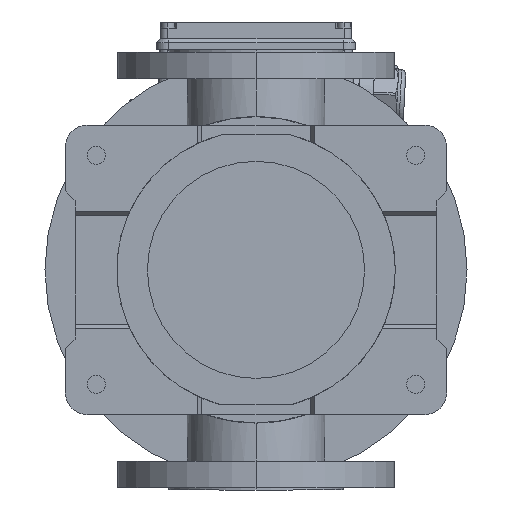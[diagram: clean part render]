
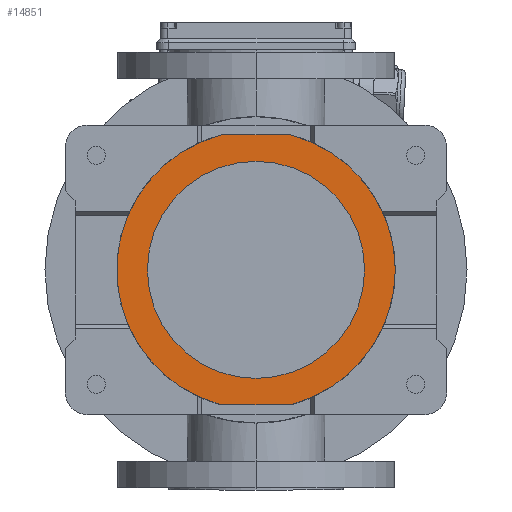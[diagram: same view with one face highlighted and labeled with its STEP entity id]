
A CAD part, front view. The second image highlights one B-rep face of the part: STEP entity #14851.
In plain terms, the highlighted face is planar.
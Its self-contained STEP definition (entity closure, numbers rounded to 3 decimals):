
#492 = EDGE_CURVE ( 'NONE', #22829, #53599, #38776, .T. ) ;
#1704 = DIRECTION ( 'NONE',  ( 0., 0., -1. ) ) ;
#2608 = EDGE_CURVE ( 'NONE', #22539, #15459, #22217, .T. ) ;
#3529 = VERTEX_POINT ( 'NONE', #52874 ) ;
#6082 = DIRECTION ( 'NONE',  ( 1., 0., 0. ) ) ;
#6398 = CARTESIAN_POINT ( 'NONE',  ( -28.218, -112., 45. ) ) ;
#7564 = CIRCLE ( 'NONE', #19991, 115.5 ) ;
#10823 = AXIS2_PLACEMENT_3D ( 'NONE', #38520, #54005, #6082 ) ;
#11550 = CIRCLE ( 'NONE', #22895, 90. ) ;
#13247 = ORIENTED_EDGE ( 'NONE', *, *, #60438, .T. ) ;
#13913 = CARTESIAN_POINT ( 'NONE',  ( -31.04, 112., 45. ) ) ;
#14625 = EDGE_LOOP ( 'NONE', ( #32541, #13247 ) ) ;
#14851 = ADVANCED_FACE ( 'NONE', ( #41100, #40778 ), #17195, .T. ) ;
#15459 = VERTEX_POINT ( 'NONE', #6398 ) ;
#17195 = PLANE ( 'NONE',  #23235 ) ;
#17477 = CARTESIAN_POINT ( 'NONE',  ( 0., 0., 45. ) ) ;
#19821 = CARTESIAN_POINT ( 'NONE',  ( 28.218, -112., 45. ) ) ;
#19991 = AXIS2_PLACEMENT_3D ( 'NONE', #22286, #37120, #60675 ) ;
#21594 = ORIENTED_EDGE ( 'NONE', *, *, #58898, .T. ) ;
#22217 = LINE ( 'NONE', #27688, #54482 ) ;
#22286 = CARTESIAN_POINT ( 'NONE',  ( 0., 0., 45. ) ) ;
#22539 = VERTEX_POINT ( 'NONE', #19821 ) ;
#22829 = VERTEX_POINT ( 'NONE', #46268 ) ;
#22895 = AXIS2_PLACEMENT_3D ( 'NONE', #43957, #58441, #63615 ) ;
#23235 = AXIS2_PLACEMENT_3D ( 'NONE', #60113, #55288, #26244 ) ;
#23350 = EDGE_CURVE ( 'NONE', #15459, #22829, #7564, .T. ) ;
#26244 = DIRECTION ( 'NONE',  ( -1., 0., 0. ) ) ;
#27606 = AXIS2_PLACEMENT_3D ( 'NONE', #40501, #1704, #55332 ) ;
#27688 = CARTESIAN_POINT ( 'NONE',  ( -31.04, -112., 45. ) ) ;
#28775 = DIRECTION ( 'NONE',  ( 1., 0., 0. ) ) ;
#30428 = CIRCLE ( 'NONE', #10823, 115.5 ) ;
#30885 = CARTESIAN_POINT ( 'NONE',  ( 28.218, 112., 45. ) ) ;
#32541 = ORIENTED_EDGE ( 'NONE', *, *, #46657, .T. ) ;
#33300 = ORIENTED_EDGE ( 'NONE', *, *, #2608, .T. ) ;
#34736 = ORIENTED_EDGE ( 'NONE', *, *, #40290, .T. ) ;
#37120 = DIRECTION ( 'NONE',  ( 0., 0., -1. ) ) ;
#38520 = CARTESIAN_POINT ( 'NONE',  ( 0., 0., 45. ) ) ;
#38776 = LINE ( 'NONE', #13913, #59403 ) ;
#40290 = EDGE_CURVE ( 'NONE', #3529, #22539, #55423, .T. ) ;
#40501 = CARTESIAN_POINT ( 'NONE',  ( 0., 0., 45. ) ) ;
#40778 = FACE_OUTER_BOUND ( 'NONE', #63027, .T. ) ;
#41100 = FACE_BOUND ( 'NONE', #14625, .T. ) ;
#43957 = CARTESIAN_POINT ( 'NONE',  ( 0., 0., 45. ) ) ;
#45849 = CARTESIAN_POINT ( 'NONE',  ( 90., 0., 45. ) ) ;
#46051 = AXIS2_PLACEMENT_3D ( 'NONE', #17477, #57799, #52973 ) ;
#46268 = CARTESIAN_POINT ( 'NONE',  ( -28.218, 112., 45. ) ) ;
#46657 = EDGE_CURVE ( 'NONE', #55645, #60606, #11550, .T. ) ;
#47065 = CIRCLE ( 'NONE', #46051, 90. ) ;
#52874 = CARTESIAN_POINT ( 'NONE',  ( 115.5, 0., 45. ) ) ;
#52973 = DIRECTION ( 'NONE',  ( -1., 0., 0. ) ) ;
#53599 = VERTEX_POINT ( 'NONE', #30885 ) ;
#54005 = DIRECTION ( 'NONE',  ( 0., 0., -1. ) ) ;
#54482 = VECTOR ( 'NONE', #57685, 1000. ) ;
#54591 = ORIENTED_EDGE ( 'NONE', *, *, #23350, .T. ) ;
#54656 = CARTESIAN_POINT ( 'NONE',  ( -90., 0., 45. ) ) ;
#54853 = ORIENTED_EDGE ( 'NONE', *, *, #492, .T. ) ;
#55288 = DIRECTION ( 'NONE',  ( 0., 0., -1. ) ) ;
#55332 = DIRECTION ( 'NONE',  ( 1., 0., 0. ) ) ;
#55423 = CIRCLE ( 'NONE', #27606, 115.5 ) ;
#55645 = VERTEX_POINT ( 'NONE', #54656 ) ;
#57685 = DIRECTION ( 'NONE',  ( -1., 0., 0. ) ) ;
#57799 = DIRECTION ( 'NONE',  ( 0., 0., 1. ) ) ;
#58441 = DIRECTION ( 'NONE',  ( 0., 0., 1. ) ) ;
#58898 = EDGE_CURVE ( 'NONE', #53599, #3529, #30428, .T. ) ;
#59403 = VECTOR ( 'NONE', #28775, 1000. ) ;
#60113 = CARTESIAN_POINT ( 'NONE',  ( 127.05, -123.2, 45. ) ) ;
#60438 = EDGE_CURVE ( 'NONE', #60606, #55645, #47065, .T. ) ;
#60606 = VERTEX_POINT ( 'NONE', #45849 ) ;
#60675 = DIRECTION ( 'NONE',  ( 1., 0., 0. ) ) ;
#63027 = EDGE_LOOP ( 'NONE', ( #21594, #34736, #33300, #54591, #54853 ) ) ;
#63615 = DIRECTION ( 'NONE',  ( -1., 0., 0. ) ) ;
